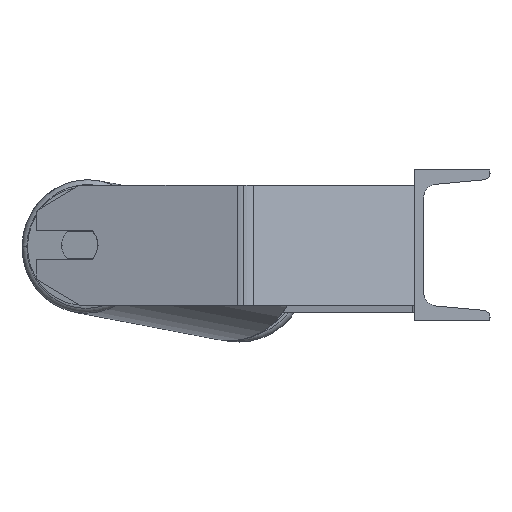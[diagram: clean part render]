
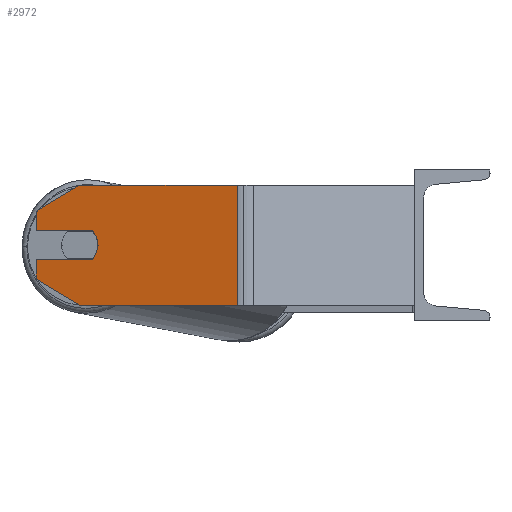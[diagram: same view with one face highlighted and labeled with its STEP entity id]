
A CAD part, left-side view. The second image highlights one B-rep face of the part: STEP entity #2972.
In plain terms, the highlighted planar face has unit normal (-0.966, 0.259, 0).
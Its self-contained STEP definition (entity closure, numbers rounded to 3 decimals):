
#67 = VECTOR ( 'NONE', #5292, 1000. ) ;
#143 = LINE ( 'NONE', #2272, #6755 ) ;
#280 = CARTESIAN_POINT ( 'NONE',  ( -607.854, 223.109, 0. ) ) ;
#355 = CARTESIAN_POINT ( 'NONE',  ( -635.973, 118.169, -40. ) ) ;
#411 = CARTESIAN_POINT ( 'NONE',  ( -609.957, 215.262, -9.5 ) ) ;
#504 = DIRECTION ( 'NONE',  ( -0.259, -0.966, 0. ) ) ;
#666 = VERTEX_POINT ( 'NONE', #8433 ) ;
#674 = ORIENTED_EDGE ( 'NONE', *, *, #7049, .F. ) ;
#816 = CARTESIAN_POINT ( 'NONE',  ( -607.854, 223.109, 0. ) ) ;
#884 = CARTESIAN_POINT ( 'NONE',  ( -600.09, 252.087, 40. ) ) ;
#955 = EDGE_CURVE ( 'NONE', #6382, #666, #1372, .T. ) ;
#1053 = CARTESIAN_POINT ( 'NONE',  ( -600.09, 252.087, 40. ) ) ;
#1130 = CARTESIAN_POINT ( 'NONE',  ( -600.09, 252.087, -9.5 ) ) ;
#1372 = LINE ( 'NONE', #5061, #1900 ) ;
#1468 = EDGE_CURVE ( 'NONE', #4128, #666, #3542, .T. ) ;
#1532 = ORIENTED_EDGE ( 'NONE', *, *, #5787, .T. ) ;
#1601 = VERTEX_POINT ( 'NONE', #8746 ) ;
#1674 = DIRECTION ( 'NONE',  ( -0.259, -0.966, 0. ) ) ;
#1733 = VECTOR ( 'NONE', #504, 1000. ) ;
#1900 = VECTOR ( 'NONE', #4148, 1000. ) ;
#2027 = VECTOR ( 'NONE', #6100, 1000. ) ;
#2140 = VERTEX_POINT ( 'NONE', #6347 ) ;
#2200 = VECTOR ( 'NONE', #3251, 1000. ) ;
#2220 = DIRECTION ( 'NONE',  ( -0.966, 0.259, 0. ) ) ;
#2272 = CARTESIAN_POINT ( 'NONE',  ( -635.973, 118.169, 40. ) ) ;
#2339 = CARTESIAN_POINT ( 'NONE',  ( -600.09, 252.087, 22.679 ) ) ;
#2398 = CARTESIAN_POINT ( 'NONE',  ( -609.957, 215.262, 9.5 ) ) ;
#2432 = CARTESIAN_POINT ( 'NONE',  ( -607.854, 223.109, -40. ) ) ;
#2453 = LINE ( 'NONE', #5404, #1733 ) ;
#2521 = PLANE ( 'NONE',  #6320 ) ;
#2972 = ADVANCED_FACE ( 'NONE', ( #3793 ), #2521, .F. ) ;
#3060 = DIRECTION ( 'NONE',  ( 0.966, -0.259, 0. ) ) ;
#3117 = VERTEX_POINT ( 'NONE', #6213 ) ;
#3251 = DIRECTION ( 'NONE',  ( -0.259, -0.966, 0. ) ) ;
#3366 = VECTOR ( 'NONE', #1674, 1000. ) ;
#3441 = EDGE_CURVE ( 'NONE', #8124, #1601, #8165, .T. ) ;
#3542 = LINE ( 'NONE', #5014, #7782 ) ;
#3584 = ORIENTED_EDGE ( 'NONE', *, *, #8686, .F. ) ;
#3638 = DIRECTION ( 'NONE',  ( -0.259, -0.966, 0. ) ) ;
#3739 = DIRECTION ( 'NONE',  ( -0.966, 0.259, 0. ) ) ;
#3777 = ORIENTED_EDGE ( 'NONE', *, *, #5303, .F. ) ;
#3793 = FACE_OUTER_BOUND ( 'NONE', #5086, .T. ) ;
#4047 = CARTESIAN_POINT ( 'NONE',  ( -611.09, 211.035, 0. ) ) ;
#4128 = VERTEX_POINT ( 'NONE', #2339 ) ;
#4148 = DIRECTION ( 'NONE',  ( 0.259, 0.966, 0. ) ) ;
#4285 = EDGE_CURVE ( 'NONE', #7483, #3117, #5237, .T. ) ;
#4309 = DIRECTION ( 'NONE',  ( 0., 0., -1. ) ) ;
#4454 = ORIENTED_EDGE ( 'NONE', *, *, #955, .F. ) ;
#4477 = DIRECTION ( 'NONE',  ( 0., 0., -1. ) ) ;
#5014 = CARTESIAN_POINT ( 'NONE',  ( -600.09, 252.087, 40. ) ) ;
#5061 = CARTESIAN_POINT ( 'NONE',  ( -600.09, 252.087, 9.5 ) ) ;
#5086 = EDGE_LOOP ( 'NONE', ( #8775, #8406, #1532, #3777, #6725, #5155, #7805, #4454, #3584, #674, #8118 ) ) ;
#5155 = ORIENTED_EDGE ( 'NONE', *, *, #6666, .T. ) ;
#5237 = LINE ( 'NONE', #2432, #67 ) ;
#5292 = DIRECTION ( 'NONE',  ( -0.224, -0.837, -0.5 ) ) ;
#5303 = EDGE_CURVE ( 'NONE', #5920, #9131, #143, .T. ) ;
#5354 = EDGE_CURVE ( 'NONE', #2140, #5920, #7215, .T. ) ;
#5404 = CARTESIAN_POINT ( 'NONE',  ( -600.09, 252.087, -40. ) ) ;
#5572 = AXIS2_PLACEMENT_3D ( 'NONE', #280, #3739, #6557 ) ;
#5787 = EDGE_CURVE ( 'NONE', #3117, #9131, #2453, .T. ) ;
#5855 = CARTESIAN_POINT ( 'NONE',  ( -600.09, 252.087, -22.679 ) ) ;
#5882 = CIRCLE ( 'NONE', #5572, 12.5 ) ;
#5920 = VERTEX_POINT ( 'NONE', #8426 ) ;
#6100 = DIRECTION ( 'NONE',  ( 0., 0., -1. ) ) ;
#6213 = CARTESIAN_POINT ( 'NONE',  ( -607.854, 223.109, -40. ) ) ;
#6320 = AXIS2_PLACEMENT_3D ( 'NONE', #884, #3060, #7299 ) ;
#6347 = CARTESIAN_POINT ( 'NONE',  ( -607.854, 223.109, 40. ) ) ;
#6382 = VERTEX_POINT ( 'NONE', #2398 ) ;
#6445 = VERTEX_POINT ( 'NONE', #4047 ) ;
#6518 = CARTESIAN_POINT ( 'NONE',  ( -600.09, 252.087, 40. ) ) ;
#6557 = DIRECTION ( 'NONE',  ( -0.259, -0.966, 0. ) ) ;
#6666 = EDGE_CURVE ( 'NONE', #2140, #4128, #7090, .T. ) ;
#6725 = ORIENTED_EDGE ( 'NONE', *, *, #5354, .F. ) ;
#6755 = VECTOR ( 'NONE', #4477, 1000. ) ;
#7049 = EDGE_CURVE ( 'NONE', #1601, #6445, #8951, .T. ) ;
#7090 = LINE ( 'NONE', #7855, #8332 ) ;
#7169 = AXIS2_PLACEMENT_3D ( 'NONE', #816, #2220, #3638 ) ;
#7215 = LINE ( 'NONE', #6518, #3366 ) ;
#7278 = LINE ( 'NONE', #1053, #2027 ) ;
#7299 = DIRECTION ( 'NONE',  ( 0.259, 0.966, 0. ) ) ;
#7483 = VERTEX_POINT ( 'NONE', #5855 ) ;
#7685 = EDGE_CURVE ( 'NONE', #8124, #7483, #7278, .T. ) ;
#7782 = VECTOR ( 'NONE', #4309, 1000. ) ;
#7805 = ORIENTED_EDGE ( 'NONE', *, *, #1468, .T. ) ;
#7855 = CARTESIAN_POINT ( 'NONE',  ( -600.09, 252.087, 22.679 ) ) ;
#8118 = ORIENTED_EDGE ( 'NONE', *, *, #3441, .F. ) ;
#8124 = VERTEX_POINT ( 'NONE', #1130 ) ;
#8165 = LINE ( 'NONE', #411, #2200 ) ;
#8332 = VECTOR ( 'NONE', #8458, 1000. ) ;
#8406 = ORIENTED_EDGE ( 'NONE', *, *, #4285, .T. ) ;
#8426 = CARTESIAN_POINT ( 'NONE',  ( -635.973, 118.169, 40. ) ) ;
#8433 = CARTESIAN_POINT ( 'NONE',  ( -600.09, 252.087, 9.5 ) ) ;
#8458 = DIRECTION ( 'NONE',  ( 0.224, 0.837, -0.5 ) ) ;
#8686 = EDGE_CURVE ( 'NONE', #6445, #6382, #5882, .T. ) ;
#8746 = CARTESIAN_POINT ( 'NONE',  ( -609.957, 215.262, -9.5 ) ) ;
#8775 = ORIENTED_EDGE ( 'NONE', *, *, #7685, .T. ) ;
#8951 = CIRCLE ( 'NONE', #7169, 12.5 ) ;
#9131 = VERTEX_POINT ( 'NONE', #355 ) ;
